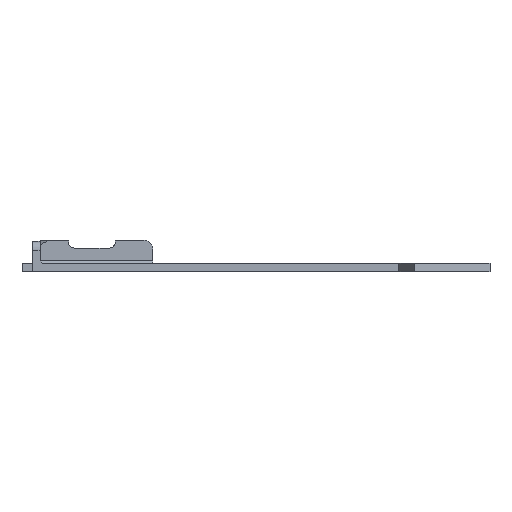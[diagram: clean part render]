
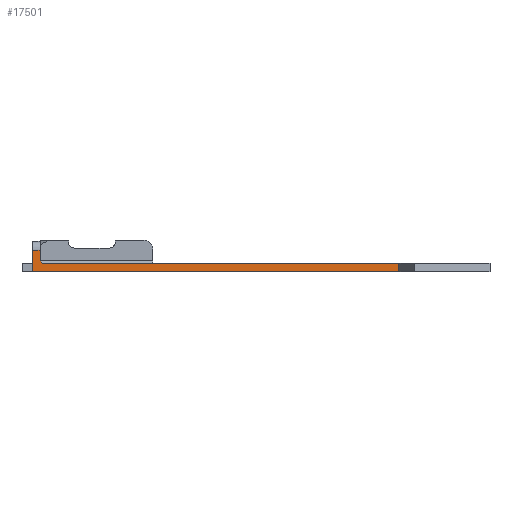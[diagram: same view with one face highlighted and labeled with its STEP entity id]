
A CAD part, left-side view. The second image highlights one B-rep face of the part: STEP entity #17501.
In plain terms, the highlighted planar face has unit normal (-1, 0, 0).
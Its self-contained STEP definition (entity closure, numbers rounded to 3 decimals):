
#2345=FACE_OUTER_BOUND('',#3353,.T.);
#3353=EDGE_LOOP('',(#16061,#16062,#16063,#16064,#16065,#16066,#16067));
#3375=LINE('',#21698,#5054);
#3400=LINE('',#21757,#5079);
#3432=LINE('',#21933,#5111);
#3749=LINE('',#24217,#5428);
#4947=LINE('',#31397,#6626);
#5033=LINE('',#31603,#6712);
#5035=LINE('',#31607,#6714);
#5054=VECTOR('',#18360,10.);
#5079=VECTOR('',#18395,10.);
#5111=VECTOR('',#18435,10.);
#5428=VECTOR('',#18834,10.);
#6626=VECTOR('',#21404,10.);
#6712=VECTOR('',#21634,10.);
#6714=VECTOR('',#21640,10.);
#6733=VERTEX_POINT('',#21695);
#6734=VERTEX_POINT('',#21697);
#6762=VERTEX_POINT('',#21754);
#6763=VERTEX_POINT('',#21756);
#6817=VERTEX_POINT('',#21931);
#7472=VERTEX_POINT('',#24214);
#7473=VERTEX_POINT('',#24216);
#8438=EDGE_CURVE('',#6733,#6734,#3375,.T.);
#8467=EDGE_CURVE('',#6762,#6763,#3400,.T.);
#8522=EDGE_CURVE('',#6817,#6762,#3432,.T.);
#9178=EDGE_CURVE('',#7472,#7473,#3749,.T.);
#10881=EDGE_CURVE('',#6734,#7472,#4947,.T.);
#10984=EDGE_CURVE('',#6763,#6733,#5033,.T.);
#10986=EDGE_CURVE('',#7473,#6817,#5035,.T.);
#16061=ORIENTED_EDGE('',*,*,#10986,.F.);
#16062=ORIENTED_EDGE('',*,*,#9178,.F.);
#16063=ORIENTED_EDGE('',*,*,#10881,.F.);
#16064=ORIENTED_EDGE('',*,*,#8438,.F.);
#16065=ORIENTED_EDGE('',*,*,#10984,.F.);
#16066=ORIENTED_EDGE('',*,*,#8467,.F.);
#16067=ORIENTED_EDGE('',*,*,#8522,.F.);
#16588=PLANE('',#18332);
#17501=ADVANCED_FACE('',(#2345),#16588,.T.);
#18332=AXIS2_PLACEMENT_3D('',#31606,#21638,#21639);
#18360=DIRECTION('',(0.,0.,-1.));
#18395=DIRECTION('',(0.,0.,1.));
#18435=DIRECTION('',(0.,1.,0.));
#18834=DIRECTION('',(0.,-1.,0.));
#21404=DIRECTION('',(0.,-0.707,-0.707));
#21634=DIRECTION('',(0.,-1.,0.));
#21638=DIRECTION('center_axis',(-1.,0.,0.));
#21639=DIRECTION('ref_axis',(0.,0.,-1.));
#21640=DIRECTION('',(0.,0.,-1.));
#21695=CARTESIAN_POINT('',(164.585,-49.155,2.15));
#21697=CARTESIAN_POINT('',(164.585,-49.155,0.));
#21698=CARTESIAN_POINT('',(164.585,-49.155,-2.));
#21754=CARTESIAN_POINT('',(164.585,-47.655,-2.2));
#21756=CARTESIAN_POINT('',(164.585,-47.655,2.15));
#21757=CARTESIAN_POINT('',(164.585,-47.655,-2.));
#21931=CARTESIAN_POINT('',(164.585,-121.58,-2.2));
#21933=CARTESIAN_POINT('',(164.585,-47.655,-2.2));
#24214=CARTESIAN_POINT('',(164.585,-49.655,-0.5));
#24216=CARTESIAN_POINT('',(164.585,-121.58,-0.5));
#24217=CARTESIAN_POINT('',(164.585,-47.655,-0.5));
#31397=CARTESIAN_POINT('',(164.585,-49.03,0.125));
#31603=CARTESIAN_POINT('',(164.585,-47.655,2.15));
#31606=CARTESIAN_POINT('Origin',(164.585,-47.655,-0.5));
#31607=CARTESIAN_POINT('',(164.585,-121.58,0.));
